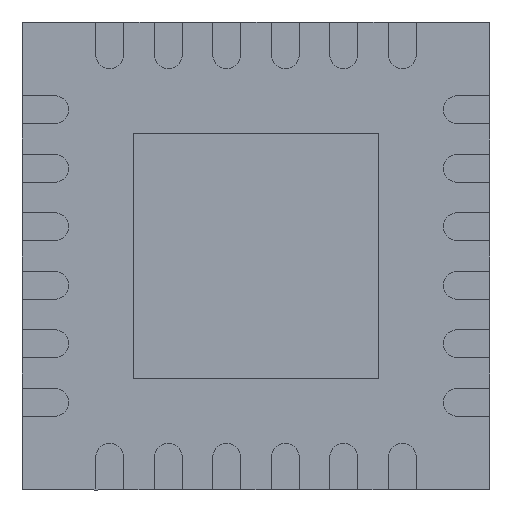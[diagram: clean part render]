
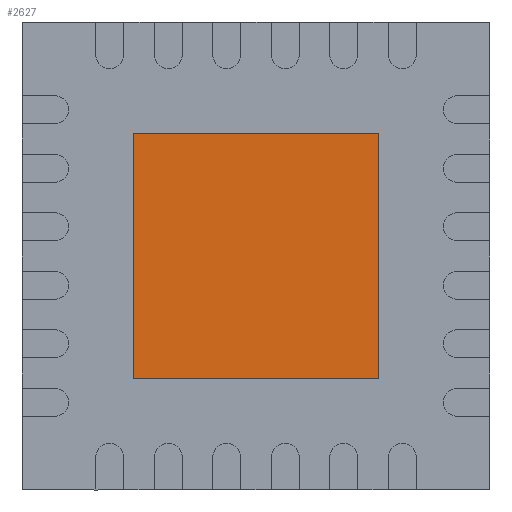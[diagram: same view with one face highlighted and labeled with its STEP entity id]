
A CAD part, front view. The second image highlights one B-rep face of the part: STEP entity #2627.
In plain terms, the highlighted planar face has unit normal (0, -1, 0).
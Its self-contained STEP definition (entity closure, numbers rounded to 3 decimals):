
#161 = EDGE_CURVE ( 'NONE', #9386, #7151, #10163, .T. ) ;
#227 = EDGE_CURVE ( 'NONE', #5794, #3595, #7820, .T. ) ;
#356 = FACE_OUTER_BOUND ( 'NONE', #6548, .T. ) ;
#1277 = CARTESIAN_POINT ( 'NONE',  ( 0., 0., 1.05 ) ) ;
#1366 = VECTOR ( 'NONE', #6820, 1000. ) ;
#1571 = EDGE_CURVE ( 'NONE', #9386, #5794, #8442, .T. ) ;
#1971 = DIRECTION ( 'NONE',  ( -1., 0., 0. ) ) ;
#2557 = CARTESIAN_POINT ( 'NONE',  ( -1.05, 0., -1.05 ) ) ;
#2627 = ADVANCED_FACE ( 'NONE', ( #356 ), #8868, .T. ) ;
#2716 = CARTESIAN_POINT ( 'NONE',  ( 0., 0., -1.05 ) ) ;
#3595 = VERTEX_POINT ( 'NONE', #4841 ) ;
#4054 = CARTESIAN_POINT ( 'NONE',  ( 0., 0., 0. ) ) ;
#4093 = DIRECTION ( 'NONE',  ( 0., 0., -1. ) ) ;
#4521 = CARTESIAN_POINT ( 'NONE',  ( 1.05, 0., 0. ) ) ;
#4555 = CARTESIAN_POINT ( 'NONE',  ( -1.05, 0., 0. ) ) ;
#4841 = CARTESIAN_POINT ( 'NONE',  ( -1.05, 0., 1.05 ) ) ;
#5357 = DIRECTION ( 'NONE',  ( 0., 0., 1. ) ) ;
#5360 = LINE ( 'NONE', #1277, #1366 ) ;
#5491 = CARTESIAN_POINT ( 'NONE',  ( 1.05, 0., -1.05 ) ) ;
#5794 = VERTEX_POINT ( 'NONE', #2557 ) ;
#6104 = ORIENTED_EDGE ( 'NONE', *, *, #161, .T. ) ;
#6335 = VECTOR ( 'NONE', #5357, 1000. ) ;
#6548 = EDGE_LOOP ( 'NONE', ( #7688, #6849, #6104, #9401 ) ) ;
#6775 = AXIS2_PLACEMENT_3D ( 'NONE', #4054, #8037, #4093 ) ;
#6820 = DIRECTION ( 'NONE',  ( -1., 0., 0. ) ) ;
#6849 = ORIENTED_EDGE ( 'NONE', *, *, #1571, .F. ) ;
#6921 = DIRECTION ( 'NONE',  ( 0., 0., 1. ) ) ;
#7075 = VECTOR ( 'NONE', #6921, 1000. ) ;
#7151 = VERTEX_POINT ( 'NONE', #8897 ) ;
#7320 = EDGE_CURVE ( 'NONE', #7151, #3595, #5360, .T. ) ;
#7688 = ORIENTED_EDGE ( 'NONE', *, *, #227, .F. ) ;
#7820 = LINE ( 'NONE', #4555, #6335 ) ;
#8037 = DIRECTION ( 'NONE',  ( 0., -1., 0. ) ) ;
#8313 = VECTOR ( 'NONE', #1971, 1000. ) ;
#8442 = LINE ( 'NONE', #2716, #8313 ) ;
#8868 = PLANE ( 'NONE',  #6775 ) ;
#8897 = CARTESIAN_POINT ( 'NONE',  ( 1.05, 0., 1.05 ) ) ;
#9386 = VERTEX_POINT ( 'NONE', #5491 ) ;
#9401 = ORIENTED_EDGE ( 'NONE', *, *, #7320, .T. ) ;
#10163 = LINE ( 'NONE', #4521, #7075 ) ;
